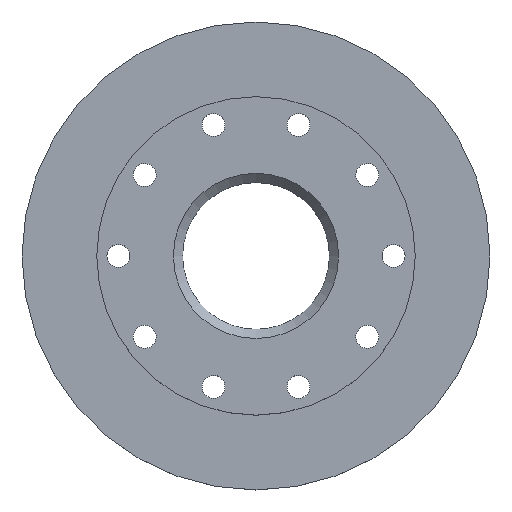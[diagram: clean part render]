
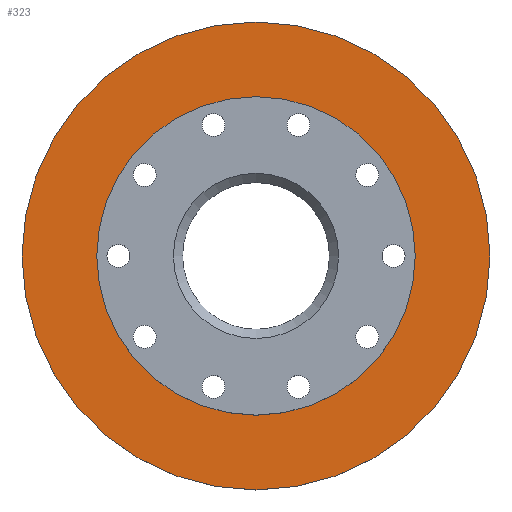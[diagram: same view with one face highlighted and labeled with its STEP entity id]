
A CAD part, top view. The second image highlights one B-rep face of the part: STEP entity #323.
In plain terms, the highlighted planar face has unit normal (0, 0, 1).
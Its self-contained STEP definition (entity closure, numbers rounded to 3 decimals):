
#26=FACE_BOUND('',#89,.T.);
#39=PLANE('',#372);
#60=FACE_OUTER_BOUND('',#88,.T.);
#88=EDGE_LOOP('',(#266));
#89=EDGE_LOOP('',(#267));
#154=CIRCLE('',#368,17.35);
#155=CIRCLE('',#370,25.5);
#181=VERTEX_POINT('',#535);
#182=VERTEX_POINT('',#539);
#212=EDGE_CURVE('',#181,#181,#154,.T.);
#213=EDGE_CURVE('',#182,#182,#155,.T.);
#266=ORIENTED_EDGE('',*,*,#213,.T.);
#267=ORIENTED_EDGE('',*,*,#212,.T.);
#323=ADVANCED_FACE('',(#60,#26),#39,.T.);
#368=AXIS2_PLACEMENT_3D('',#537,#438,#439);
#370=AXIS2_PLACEMENT_3D('',#540,#442,#443);
#372=AXIS2_PLACEMENT_3D('',#544,#447,#448);
#438=DIRECTION('center_axis',(0.,0.,-1.));
#439=DIRECTION('ref_axis',(-1.,0.,0.));
#442=DIRECTION('center_axis',(0.,0.,1.));
#443=DIRECTION('ref_axis',(1.,0.,0.));
#447=DIRECTION('center_axis',(0.,0.,1.));
#448=DIRECTION('ref_axis',(1.,0.,0.));
#535=CARTESIAN_POINT('',(17.35,0.,1.5));
#537=CARTESIAN_POINT('Origin',(0.,0.,1.5));
#539=CARTESIAN_POINT('',(-25.5,0.,1.5));
#540=CARTESIAN_POINT('Origin',(0.,0.,1.5));
#544=CARTESIAN_POINT('Origin',(0.,0.,1.5));
